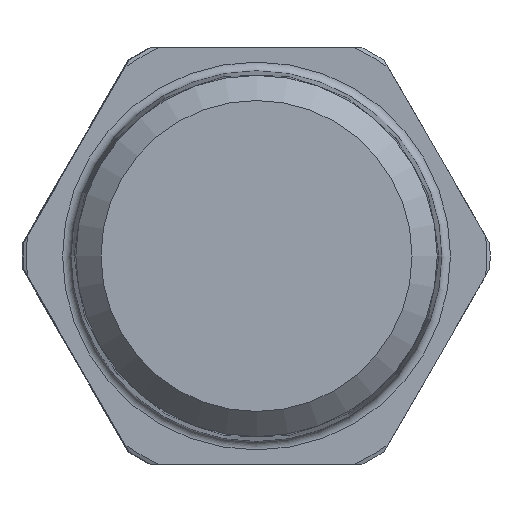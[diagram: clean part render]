
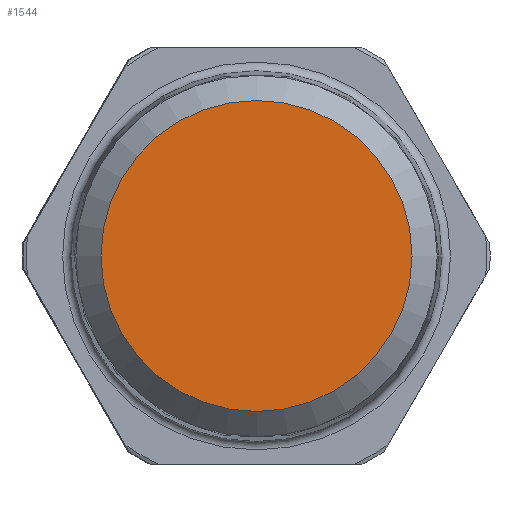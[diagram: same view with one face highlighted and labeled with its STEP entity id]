
A CAD part, left-side view. The second image highlights one B-rep face of the part: STEP entity #1544.
In plain terms, the highlighted planar face has unit normal (-1, 0, 0).
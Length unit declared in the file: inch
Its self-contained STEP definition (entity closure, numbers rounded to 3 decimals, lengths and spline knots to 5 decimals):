
#296=FACE_OUTER_BOUND('',#380,.T.);
#380=EDGE_LOOP('',(#1232,#1233));
#494=CIRCLE('',#1739,0.3526);
#495=CIRCLE('',#1740,0.3526);
#642=VERTEX_POINT('',#2729);
#643=VERTEX_POINT('',#2730);
#847=EDGE_CURVE('',#642,#643,#494,.T.);
#848=EDGE_CURVE('',#643,#642,#495,.T.);
#1232=ORIENTED_EDGE('',*,*,#847,.F.);
#1233=ORIENTED_EDGE('',*,*,#848,.F.);
#1392=PLANE('',#1738);
#1544=ADVANCED_FACE('',(#296),#1392,.T.);
#1738=AXIS2_PLACEMENT_3D('',#2728,#2132,#2133);
#1739=AXIS2_PLACEMENT_3D('',#2731,#2134,#2135);
#1740=AXIS2_PLACEMENT_3D('',#2732,#2136,#2137);
#2132=DIRECTION('center_axis',(-1.,0.,0.));
#2133=DIRECTION('ref_axis',(0.,0.,
1.));
#2134=DIRECTION('center_axis',(1.,0.,0.));
#2135=DIRECTION('ref_axis',(0.,0.,-1.));
#2136=DIRECTION('center_axis',(1.,0.,0.));
#2137=DIRECTION('ref_axis',(0.,0.,-1.));
#2728=CARTESIAN_POINT('Origin',(-1.42913,0.3526,0.));
#2729=CARTESIAN_POINT('',(-1.42913,0.3526,0.));
#2730=CARTESIAN_POINT('',(-1.42913,-0.3526,0.));
#2731=CARTESIAN_POINT('Origin',(-1.42913,0.,
0.));
#2732=CARTESIAN_POINT('Origin',(-1.42913,0.,
0.));
